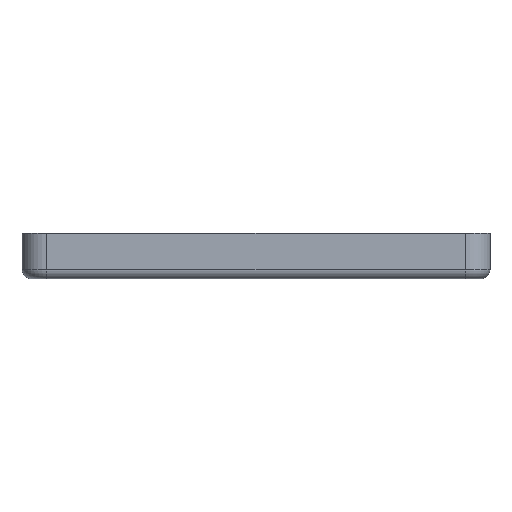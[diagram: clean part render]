
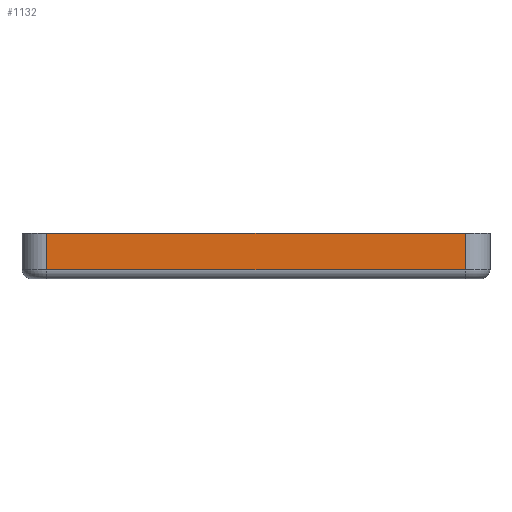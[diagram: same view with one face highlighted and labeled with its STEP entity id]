
A CAD part, front view. The second image highlights one B-rep face of the part: STEP entity #1132.
In plain terms, the highlighted planar face has unit normal (0, -1, 0).
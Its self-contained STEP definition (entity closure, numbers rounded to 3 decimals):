
#416 = VERTEX_POINT('',#417);
#417 = CARTESIAN_POINT('',(103.09,-221.,2.));
#466 = EDGE_CURVE('',#416,#467,#469,.T.);
#467 = VERTEX_POINT('',#468);
#468 = CARTESIAN_POINT('',(194.59,-221.,2.));
#469 = LINE('',#470,#471);
#470 = CARTESIAN_POINT('',(103.09,-221.,2.));
#471 = VECTOR('',#472,1.);
#472 = DIRECTION('',(1.,0.,0.));
#1088 = VERTEX_POINT('',#1089);
#1089 = CARTESIAN_POINT('',(103.09,-221.,10.));
#1096 = EDGE_CURVE('',#416,#1088,#1097,.T.);
#1097 = LINE('',#1098,#1099);
#1098 = CARTESIAN_POINT('',(103.09,-221.,0.));
#1099 = VECTOR('',#1100,1.);
#1100 = DIRECTION('',(0.,0.,1.));
#1132 = ADVANCED_FACE('',(#1133),#1151,.T.);
#1133 = FACE_BOUND('',#1134,.T.);
#1134 = EDGE_LOOP('',(#1135,#1143,#1149,#1150));
#1135 = ORIENTED_EDGE('',*,*,#1136,.T.);
#1136 = EDGE_CURVE('',#467,#1137,#1139,.T.);
#1137 = VERTEX_POINT('',#1138);
#1138 = CARTESIAN_POINT('',(194.59,-221.,10.));
#1139 = LINE('',#1140,#1141);
#1140 = CARTESIAN_POINT('',(194.59,-221.,0.));
#1141 = VECTOR('',#1142,1.);
#1142 = DIRECTION('',(0.,0.,1.));
#1143 = ORIENTED_EDGE('',*,*,#1144,.T.);
#1144 = EDGE_CURVE('',#1137,#1088,#1145,.T.);
#1145 = LINE('',#1146,#1147);
#1146 = CARTESIAN_POINT('',(194.59,-221.,10.));
#1147 = VECTOR('',#1148,1.);
#1148 = DIRECTION('',(-1.,0.,0.));
#1149 = ORIENTED_EDGE('',*,*,#1096,.F.);
#1150 = ORIENTED_EDGE('',*,*,#466,.T.);
#1151 = PLANE('',#1152);
#1152 = AXIS2_PLACEMENT_3D('',#1153,#1154,#1155);
#1153 = CARTESIAN_POINT('',(194.59,-221.,0.));
#1154 = DIRECTION('',(0.,-1.,0.));
#1155 = DIRECTION('',(-1.,0.,0.));
